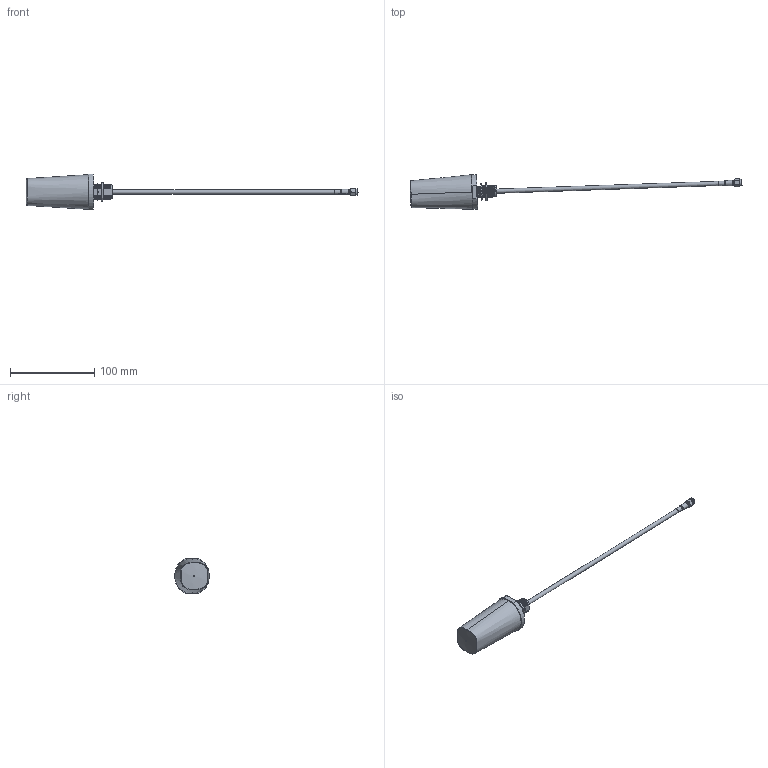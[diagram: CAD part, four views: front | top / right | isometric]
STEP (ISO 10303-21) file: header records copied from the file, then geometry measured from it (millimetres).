
FILE_DESCRIPTION (( 'STEP AP203' ), '1' );
FILE_NAME ('TLS.90.205111_Web.STEP', '2025-08-01T00:52:32', ( '' ), ( '' ), 'SwSTEP 2.0', 'SolidWorks 2024', '' );
FILE_SCHEMA (( 'CONFIG_CONTROL_DESIGN' ));
Products named in the file (1): TLS.90.205111_Web
Bounding box: 393.74 x 41.16 x 42.01 mm (x, y, z)
Surface area: 19807.1 mm2 (no closed solid volume)
Topology: 0 solids, 18 shells, 303 faces, 1182 edges, 867 vertices
Faces by surface type: bspline 157, cylinder 73, plane 40, torus 17, cone 16
Full cylindrical faces by diameter (mm): 0.92 x1, 5 x1, 5.2 x1, 6.2 x1, 6.35 x1, 6.4 x1, 7.8 x1, 20 x1, 20.4 x1, 24 x1, 30 x1, 34 x1
Entity records: 132738 total; most frequent: CARTESIAN_POINT 125796, ORIENTED_EDGE 1849, EDGE_CURVE 1138, VERTEX_POINT 850, DIRECTION 629, B_SPLINE_CURVE_WITH_KNOTS 568, EDGE_LOOP 351, FACE_OUTER_BOUND 322
